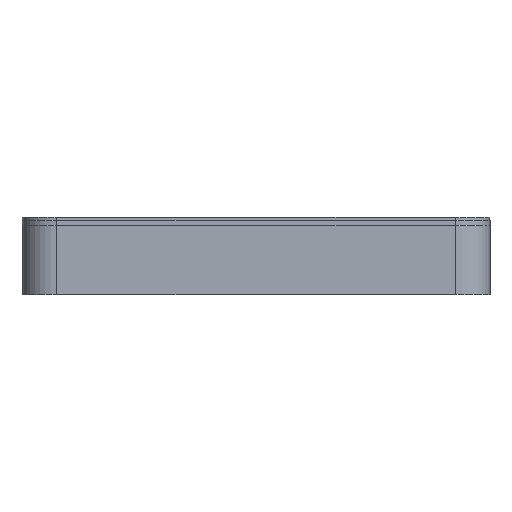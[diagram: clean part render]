
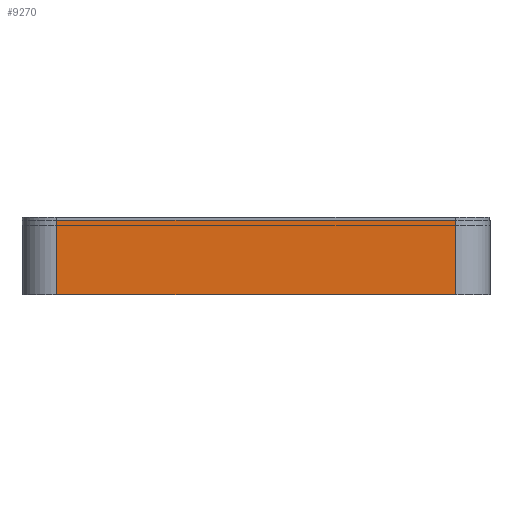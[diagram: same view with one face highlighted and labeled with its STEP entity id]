
A CAD part, front view. The second image highlights one B-rep face of the part: STEP entity #9270.
In plain terms, the highlighted planar face has unit normal (0, -1, 0).
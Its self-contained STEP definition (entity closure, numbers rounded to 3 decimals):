
#1512=FACE_OUTER_BOUND('',#2023,.T.);
#2023=EDGE_LOOP('',(#7786,#7787,#7788,#7789));
#2758=LINE('',#17128,#3463);
#2773=LINE('',#17180,#3478);
#2781=LINE('',#17203,#3486);
#2782=LINE('',#17205,#3487);
#3463=VECTOR('',#10518,10.);
#3478=VECTOR('',#10563,10.);
#3486=VECTOR('',#10587,10.);
#3487=VECTOR('',#10590,10.);
#4332=VERTEX_POINT('',#17125);
#4333=VERTEX_POINT('',#17127);
#4354=VERTEX_POINT('',#17177);
#4355=VERTEX_POINT('',#17179);
#5530=EDGE_CURVE('',#4332,#4333,#2758,.T.);
#5554=EDGE_CURVE('',#4354,#4355,#2773,.T.);
#5567=EDGE_CURVE('',#4333,#4354,#2781,.T.);
#5568=EDGE_CURVE('',#4355,#4332,#2782,.T.);
#7786=ORIENTED_EDGE('',*,*,#5567,.F.);
#7787=ORIENTED_EDGE('',*,*,#5530,.F.);
#7788=ORIENTED_EDGE('',*,*,#5568,.F.);
#7789=ORIENTED_EDGE('',*,*,#5554,.F.);
#8896=PLANE('',#9568);
#9270=ADVANCED_FACE('',(#1512),#8896,.T.);
#9568=AXIS2_PLACEMENT_3D('',#17204,#10588,#10589);
#10518=DIRECTION('',(-1.,0.,0.));
#10563=DIRECTION('',(1.,0.,0.));
#10587=DIRECTION('',(0.,0.,1.));
#10588=DIRECTION('center_axis',(0.,-1.,0.));
#10589=DIRECTION('ref_axis',(1.,0.,0.));
#10590=DIRECTION('',(0.,0.,-1.));
#17125=CARTESIAN_POINT('',(-33.897,-1.5,0.));
#17127=CARTESIAN_POINT('',(-103.5,-1.5,0.));
#17128=CARTESIAN_POINT('',(-27.897,-1.5,0.));
#17177=CARTESIAN_POINT('',(-103.5,-1.5,13.));
#17179=CARTESIAN_POINT('',(-33.897,-1.5,13.));
#17180=CARTESIAN_POINT('',(-27.897,-1.5,13.));
#17203=CARTESIAN_POINT('',(-103.5,-1.5,0.));
#17204=CARTESIAN_POINT('Origin',(-109.5,-1.5,0.));
#17205=CARTESIAN_POINT('',(-33.897,-1.5,0.));
